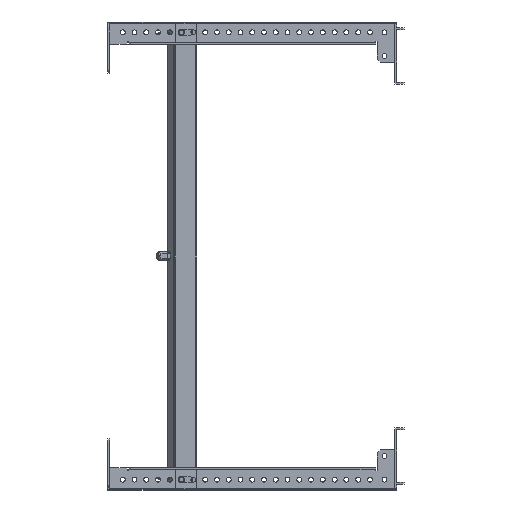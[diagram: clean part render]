
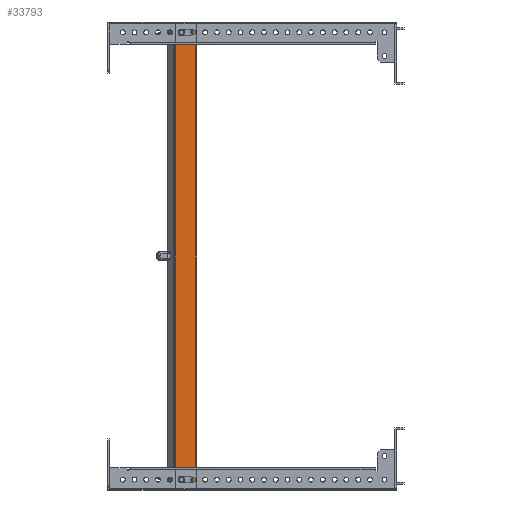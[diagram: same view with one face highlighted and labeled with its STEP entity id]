
A CAD part, front view. The second image highlights one B-rep face of the part: STEP entity #33793.
In plain terms, the highlighted planar face has unit normal (0, -1, 0).
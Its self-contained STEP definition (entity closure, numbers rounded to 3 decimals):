
#10 = VECTOR ( 'NONE', #8187, 1000. ) ;
#154 = CARTESIAN_POINT ( 'NONE',  ( 1105.802, -254., 397.5 ) ) ;
#347 = LINE ( 'NONE', #5857, #5615 ) ;
#512 = VERTEX_POINT ( 'NONE', #23594 ) ;
#1117 = CARTESIAN_POINT ( 'NONE',  ( 1112.302, -254., -87.5 ) ) ;
#1358 = VERTEX_POINT ( 'NONE', #36697 ) ;
#2041 = ORIENTED_EDGE ( 'NONE', *, *, #26934, .T. ) ;
#3759 = AXIS2_PLACEMENT_3D ( 'NONE', #9375, #6101, #23685 ) ;
#4020 = ORIENTED_EDGE ( 'NONE', *, *, #6749, .T. ) ;
#4157 = DIRECTION ( 'NONE',  ( -1., 0., 0. ) ) ;
#4787 = EDGE_CURVE ( 'NONE', #35030, #1358, #23601, .T. ) ;
#4886 = DIRECTION ( 'NONE',  ( -1., 0., 0. ) ) ;
#5031 = VERTEX_POINT ( 'NONE', #12127 ) ;
#5049 = CARTESIAN_POINT ( 'NONE',  ( 1105.802, -254., -97.5 ) ) ;
#5069 = CARTESIAN_POINT ( 'NONE',  ( 1112.302, -254., -84. ) ) ;
#5453 = CARTESIAN_POINT ( 'NONE',  ( 1120.302, -254., 391. ) ) ;
#5469 = VERTEX_POINT ( 'NONE', #19239 ) ;
#5611 = CIRCLE ( 'NONE', #15412, 3.5 ) ;
#5614 = VERTEX_POINT ( 'NONE', #5453 ) ;
#5615 = VECTOR ( 'NONE', #35086, 1000. ) ;
#5857 = CARTESIAN_POINT ( 'NONE',  ( 1105.802, -254., 397.5 ) ) ;
#6101 = DIRECTION ( 'NONE',  ( 0., 1., 0. ) ) ;
#6143 = AXIS2_PLACEMENT_3D ( 'NONE', #13963, #28829, #19866 ) ;
#6749 = EDGE_CURVE ( 'NONE', #5614, #5469, #5611, .T. ) ;
#6771 = EDGE_LOOP ( 'NONE', ( #18016, #11123, #9088, #26015 ) ) ;
#6886 = VECTOR ( 'NONE', #16472, 1000. ) ;
#6992 = DIRECTION ( 'NONE',  ( 0., -1., 0. ) ) ;
#8187 = DIRECTION ( 'NONE',  ( -1., 0., 0. ) ) ;
#8910 = LINE ( 'NONE', #9105, #26159 ) ;
#8959 = VERTEX_POINT ( 'NONE', #21273 ) ;
#9000 = CIRCLE ( 'NONE', #31570, 3.5 ) ;
#9088 = ORIENTED_EDGE ( 'NONE', *, *, #25087, .F. ) ;
#9105 = CARTESIAN_POINT ( 'NONE',  ( 1112.302, -254., 391. ) ) ;
#9375 = CARTESIAN_POINT ( 'NONE',  ( 1112.302, -254., 387.5 ) ) ;
#9492 = VECTOR ( 'NONE', #21732, 1000. ) ;
#9842 = CARTESIAN_POINT ( 'NONE',  ( 1112.302, -254., -84. ) ) ;
#10011 = ORIENTED_EDGE ( 'NONE', *, *, #11456, .F. ) ;
#10059 = CARTESIAN_POINT ( 'NONE',  ( 1150.146, -254., -97.5 ) ) ;
#10517 = VERTEX_POINT ( 'NONE', #18721 ) ;
#10883 = ORIENTED_EDGE ( 'NONE', *, *, #29042, .T. ) ;
#11120 = CARTESIAN_POINT ( 'NONE',  ( 1112.302, -254., 391. ) ) ;
#11123 = ORIENTED_EDGE ( 'NONE', *, *, #11677, .F. ) ;
#11347 = EDGE_CURVE ( 'NONE', #10517, #26349, #26083, .T. ) ;
#11369 = PLANE ( 'NONE',  #19686 ) ;
#11456 = EDGE_CURVE ( 'NONE', #17749, #8959, #30267, .T. ) ;
#11677 = EDGE_CURVE ( 'NONE', #19039, #32793, #22811, .T. ) ;
#12127 = CARTESIAN_POINT ( 'NONE',  ( 1120.302, -254., -91. ) ) ;
#12596 = CARTESIAN_POINT ( 'NONE',  ( 1120.302, -254., -87.5 ) ) ;
#12599 = EDGE_LOOP ( 'NONE', ( #10883, #33591, #20260, #4020, #2041 ) ) ;
#12602 = DIRECTION ( 'NONE',  ( 0., 1., 0. ) ) ;
#13838 = AXIS2_PLACEMENT_3D ( 'NONE', #1117, #6992, #15821 ) ;
#13963 = CARTESIAN_POINT ( 'NONE',  ( 1112.302, -254., -87.5 ) ) ;
#14127 = EDGE_CURVE ( 'NONE', #26349, #5614, #8910, .T. ) ;
#14736 = CARTESIAN_POINT ( 'NONE',  ( 1105.802, -254., -97.5 ) ) ;
#14896 = DIRECTION ( 'NONE',  ( 0., -1., 0. ) ) ;
#15412 = AXIS2_PLACEMENT_3D ( 'NONE', #26714, #12602, #35292 ) ;
#15821 = DIRECTION ( 'NONE',  ( -1., 0., 0. ) ) ;
#16472 = DIRECTION ( 'NONE',  ( 1., 0., 0. ) ) ;
#17177 = CIRCLE ( 'NONE', #3759, 3.5 ) ;
#17749 = VERTEX_POINT ( 'NONE', #9842 ) ;
#18016 = ORIENTED_EDGE ( 'NONE', *, *, #29790, .F. ) ;
#18721 = CARTESIAN_POINT ( 'NONE',  ( 1108.802, -254., 387.5 ) ) ;
#19039 = VERTEX_POINT ( 'NONE', #14736 ) ;
#19239 = CARTESIAN_POINT ( 'NONE',  ( 1120.302, -254., 384. ) ) ;
#19686 = AXIS2_PLACEMENT_3D ( 'NONE', #34687, #31433, #26078 ) ;
#19866 = DIRECTION ( 'NONE',  ( -1., 0., 0. ) ) ;
#20260 = ORIENTED_EDGE ( 'NONE', *, *, #14127, .T. ) ;
#20761 = DIRECTION ( 'NONE',  ( 0., 0., 1. ) ) ;
#21273 = CARTESIAN_POINT ( 'NONE',  ( 1108.802, -254., -87.5 ) ) ;
#21538 = CARTESIAN_POINT ( 'NONE',  ( 1112.302, -254., 387.5 ) ) ;
#21615 = ORIENTED_EDGE ( 'NONE', *, *, #21800, .F. ) ;
#21732 = DIRECTION ( 'NONE',  ( -1., 0., 0. ) ) ;
#21800 = EDGE_CURVE ( 'NONE', #8959, #31787, #32990, .T. ) ;
#22452 = AXIS2_PLACEMENT_3D ( 'NONE', #21538, #27084, #4157 ) ;
#22617 = DIRECTION ( 'NONE',  ( 0., 0., 1. ) ) ;
#22811 = LINE ( 'NONE', #5049, #32748 ) ;
#22878 = LINE ( 'NONE', #34346, #10 ) ;
#23287 = CARTESIAN_POINT ( 'NONE',  ( 1128.304, -254., -97.5 ) ) ;
#23594 = CARTESIAN_POINT ( 'NONE',  ( 1112.302, -254., 384. ) ) ;
#23601 = LINE ( 'NONE', #26288, #27463 ) ;
#23685 = DIRECTION ( 'NONE',  ( -1., 0., 0. ) ) ;
#23721 = ORIENTED_EDGE ( 'NONE', *, *, #34183, .F. ) ;
#24563 = LINE ( 'NONE', #10059, #9492 ) ;
#24645 = ORIENTED_EDGE ( 'NONE', *, *, #26023, .F. ) ;
#25087 = EDGE_CURVE ( 'NONE', #35030, #19039, #24563, .T. ) ;
#25141 = CARTESIAN_POINT ( 'NONE',  ( 1112.302, -254., -91. ) ) ;
#25332 = FACE_BOUND ( 'NONE', #31103, .T. ) ;
#25706 = FACE_OUTER_BOUND ( 'NONE', #6771, .T. ) ;
#26015 = ORIENTED_EDGE ( 'NONE', *, *, #4787, .T. ) ;
#26023 = EDGE_CURVE ( 'NONE', #5031, #37305, #9000, .T. ) ;
#26078 = DIRECTION ( 'NONE',  ( 1., 0., 0. ) ) ;
#26083 = CIRCLE ( 'NONE', #22452, 3.5 ) ;
#26159 = VECTOR ( 'NONE', #36388, 1000. ) ;
#26288 = CARTESIAN_POINT ( 'NONE',  ( 1128.304, -254., -100.859 ) ) ;
#26349 = VERTEX_POINT ( 'NONE', #11120 ) ;
#26714 = CARTESIAN_POINT ( 'NONE',  ( 1120.302, -254., 387.5 ) ) ;
#26934 = EDGE_CURVE ( 'NONE', #5469, #512, #22878, .T. ) ;
#27084 = DIRECTION ( 'NONE',  ( 0., 1., 0. ) ) ;
#27356 = EDGE_CURVE ( 'NONE', #37305, #17749, #30852, .T. ) ;
#27463 = VECTOR ( 'NONE', #20761, 1000. ) ;
#28829 = DIRECTION ( 'NONE',  ( 0., -1., 0. ) ) ;
#29042 = EDGE_CURVE ( 'NONE', #512, #10517, #17177, .T. ) ;
#29790 = EDGE_CURVE ( 'NONE', #32793, #1358, #347, .T. ) ;
#30267 = CIRCLE ( 'NONE', #13838, 3.5 ) ;
#30852 = LINE ( 'NONE', #5069, #32350 ) ;
#30967 = LINE ( 'NONE', #34589, #6886 ) ;
#31103 = EDGE_LOOP ( 'NONE', ( #23721, #21615, #10011, #31970, #24645 ) ) ;
#31433 = DIRECTION ( 'NONE',  ( 0., 1., 0. ) ) ;
#31570 = AXIS2_PLACEMENT_3D ( 'NONE', #12596, #14896, #35482 ) ;
#31787 = VERTEX_POINT ( 'NONE', #25141 ) ;
#31970 = ORIENTED_EDGE ( 'NONE', *, *, #27356, .F. ) ;
#32350 = VECTOR ( 'NONE', #4886, 1000. ) ;
#32748 = VECTOR ( 'NONE', #22617, 1000. ) ;
#32793 = VERTEX_POINT ( 'NONE', #154 ) ;
#32990 = CIRCLE ( 'NONE', #6143, 3.5 ) ;
#33591 = ORIENTED_EDGE ( 'NONE', *, *, #11347, .T. ) ;
#33793 = ADVANCED_FACE ( 'NONE', ( #25706, #25332, #37530 ), #11369, .F. ) ;
#34183 = EDGE_CURVE ( 'NONE', #31787, #5031, #30967, .T. ) ;
#34346 = CARTESIAN_POINT ( 'NONE',  ( 1112.302, -254., 384. ) ) ;
#34589 = CARTESIAN_POINT ( 'NONE',  ( 1112.302, -254., -91. ) ) ;
#34687 = CARTESIAN_POINT ( 'NONE',  ( 1150.77, -254., 150. ) ) ;
#35030 = VERTEX_POINT ( 'NONE', #23287 ) ;
#35086 = DIRECTION ( 'NONE',  ( 1., 0., 0. ) ) ;
#35091 = CARTESIAN_POINT ( 'NONE',  ( 1120.302, -254., -84. ) ) ;
#35292 = DIRECTION ( 'NONE',  ( -1., 0., 0. ) ) ;
#35482 = DIRECTION ( 'NONE',  ( -1., 0., 0. ) ) ;
#36388 = DIRECTION ( 'NONE',  ( 1., 0., 0. ) ) ;
#36697 = CARTESIAN_POINT ( 'NONE',  ( 1128.304, -254., 397.5 ) ) ;
#37305 = VERTEX_POINT ( 'NONE', #35091 ) ;
#37530 = FACE_BOUND ( 'NONE', #12599, .T. ) ;
